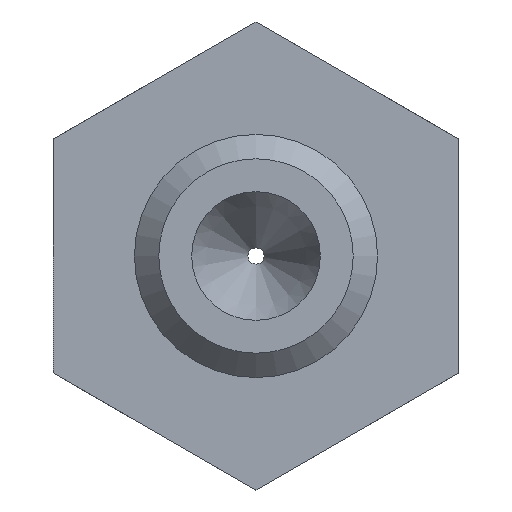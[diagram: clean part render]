
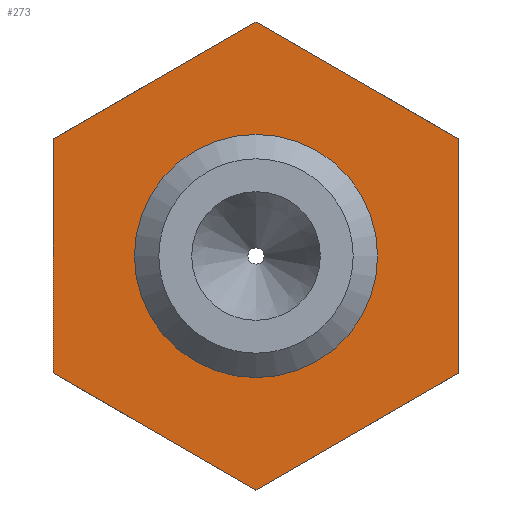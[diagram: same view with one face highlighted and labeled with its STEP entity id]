
A CAD part, front view. The second image highlights one B-rep face of the part: STEP entity #273.
In plain terms, the highlighted planar face has unit normal (0, -1, 0).
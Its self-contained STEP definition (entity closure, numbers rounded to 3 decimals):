
#1 = LINE ( 'NONE', #266, #556 ) ;
#2 = VECTOR ( 'NONE', #56, 1000. ) ;
#4 = LINE ( 'NONE', #137, #2 ) ;
#5 = CIRCLE ( 'NONE', #198, 2.5 ) ;
#9 = VECTOR ( 'NONE', #53, 1000. ) ;
#18 = VECTOR ( 'NONE', #240, 1000. ) ;
#26 = LINE ( 'NONE', #233, #39 ) ;
#36 = VERTEX_POINT ( 'NONE', #438 ) ;
#39 = VECTOR ( 'NONE', #232, 1000. ) ;
#41 = VERTEX_POINT ( 'NONE', #444 ) ;
#50 = VERTEX_POINT ( 'NONE', #110 ) ;
#53 = DIRECTION ( 'NONE',  ( 0., 0., -1. ) ) ;
#56 = DIRECTION ( 'NONE',  ( -0.866, 0., 0.5 ) ) ;
#63 = CARTESIAN_POINT ( 'NONE',  ( 0., 7., 5.774 ) ) ;
#75 = EDGE_LOOP ( 'NONE', ( #373 ) ) ;
#91 = ORIENTED_EDGE ( 'NONE', *, *, #492, .T. ) ;
#110 = CARTESIAN_POINT ( 'NONE',  ( 0., 7., -2.5 ) ) ;
#118 = FACE_OUTER_BOUND ( 'NONE', #490, .T. ) ;
#122 = ORIENTED_EDGE ( 'NONE', *, *, #503, .T. ) ;
#137 = CARTESIAN_POINT ( 'NONE',  ( 5., 7., 2.887 ) ) ;
#149 = CARTESIAN_POINT ( 'NONE',  ( -5., 7., 2.887 ) ) ;
#198 = AXIS2_PLACEMENT_3D ( 'NONE', #259, #258, #254 ) ;
#210 = CARTESIAN_POINT ( 'NONE',  ( 5., 7., 2.887 ) ) ;
#232 = DIRECTION ( 'NONE',  ( 0., 0., 1. ) ) ;
#233 = CARTESIAN_POINT ( 'NONE',  ( 5., 7., -2.887 ) ) ;
#236 = VECTOR ( 'NONE', #237, 1000. ) ;
#237 = DIRECTION ( 'NONE',  ( 0.866, 0., 0.5 ) ) ;
#240 = DIRECTION ( 'NONE',  ( -0.866, 0., -0.5 ) ) ;
#248 = CARTESIAN_POINT ( 'NONE',  ( 0., 7., -5.774 ) ) ;
#252 = ORIENTED_EDGE ( 'NONE', *, *, #511, .T. ) ;
#254 = DIRECTION ( 'NONE',  ( 0., 0., -1. ) ) ;
#256 = LINE ( 'NONE', #248, #236 ) ;
#258 = DIRECTION ( 'NONE',  ( 0., -1., 0. ) ) ;
#259 = CARTESIAN_POINT ( 'NONE',  ( 0., 7., 0. ) ) ;
#262 = CARTESIAN_POINT ( 'NONE',  ( 0., 7., 5.774 ) ) ;
#263 = CARTESIAN_POINT ( 'NONE',  ( -5., 7., 2.887 ) ) ;
#266 = CARTESIAN_POINT ( 'NONE',  ( -5., 7., -2.887 ) ) ;
#270 = DIRECTION ( 'NONE',  ( 0.866, 0., -0.5 ) ) ;
#273 = ADVANCED_FACE ( 'NONE', ( #554, #118 ), #369, .F. ) ;
#274 = CARTESIAN_POINT ( 'NONE',  ( -5., 7., -2.887 ) ) ;
#280 = ORIENTED_EDGE ( 'NONE', *, *, #497, .T. ) ;
#363 = DIRECTION ( 'NONE',  ( 0., 0., 1. ) ) ;
#368 = DIRECTION ( 'NONE',  ( 0., 1., 0. ) ) ;
#369 = PLANE ( 'NONE',  #421 ) ;
#373 = ORIENTED_EDGE ( 'NONE', *, *, #499, .F. ) ;
#421 = AXIS2_PLACEMENT_3D ( 'NONE', #424, #368, #363 ) ;
#424 = CARTESIAN_POINT ( 'NONE',  ( -9.5, 7., 0. ) ) ;
#438 = CARTESIAN_POINT ( 'NONE',  ( 0., 7., -5.774 ) ) ;
#444 = CARTESIAN_POINT ( 'NONE',  ( 5., 7., -2.887 ) ) ;
#450 = LINE ( 'NONE', #149, #9 ) ;
#470 = ORIENTED_EDGE ( 'NONE', *, *, #507, .T. ) ;
#475 = VERTEX_POINT ( 'NONE', #210 ) ;
#481 = LINE ( 'NONE', #262, #18 ) ;
#484 = ORIENTED_EDGE ( 'NONE', *, *, #510, .T. ) ;
#490 = EDGE_LOOP ( 'NONE', ( #484, #252, #91, #470, #280, #122 ) ) ;
#491 = VERTEX_POINT ( 'NONE', #274 ) ;
#492 = EDGE_CURVE ( 'NONE', #475, #493, #4, .T. ) ;
#493 = VERTEX_POINT ( 'NONE', #63 ) ;
#497 = EDGE_CURVE ( 'NONE', #502, #491, #450, .T. ) ;
#499 = EDGE_CURVE ( 'NONE', #50, #50, #5, .T. ) ;
#502 = VERTEX_POINT ( 'NONE', #263 ) ;
#503 = EDGE_CURVE ( 'NONE', #491, #36, #1, .T. ) ;
#507 = EDGE_CURVE ( 'NONE', #493, #502, #481, .T. ) ;
#510 = EDGE_CURVE ( 'NONE', #36, #41, #256, .T. ) ;
#511 = EDGE_CURVE ( 'NONE', #41, #475, #26, .T. ) ;
#554 = FACE_BOUND ( 'NONE', #75, .T. ) ;
#556 = VECTOR ( 'NONE', #270, 1000. ) ;
